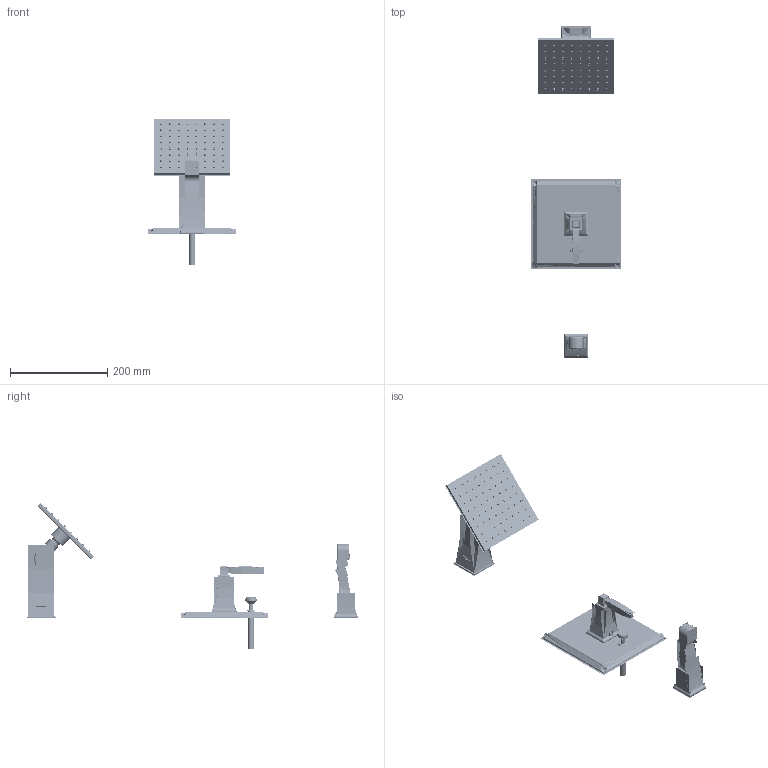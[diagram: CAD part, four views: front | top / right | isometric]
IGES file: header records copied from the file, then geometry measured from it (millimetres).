
Start section:  PTC IGES file: 3-8102bp_asm.igs
Global section: file name: 3-8102bp_asm.igs; native system: Creo Parametric by Parametric Technology Corporation; preprocessor: 2013150; author: rsmith; organization: Unknown; date: 20150721.162109; units: inch
Bounding box: 184.91 x 681.67 x 299.63 mm (x, y, z)
Surface area: 893493.7 mm2 (no closed solid volume)
Topology: 0 solids, 0 shells, 4620 faces, 66721 edges, 87334 vertices
Faces by surface type: bspline 2248, revolution 2220, extrusion 152
